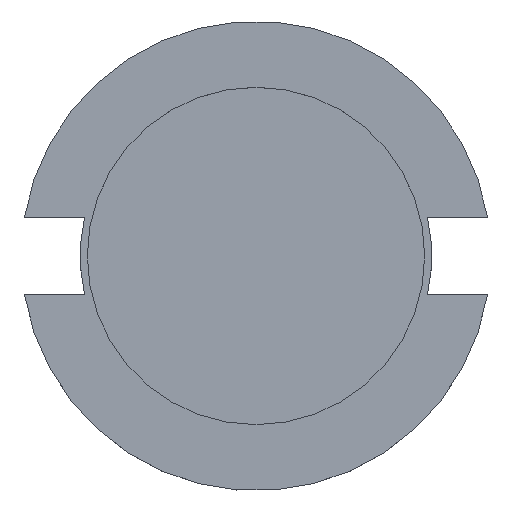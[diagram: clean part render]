
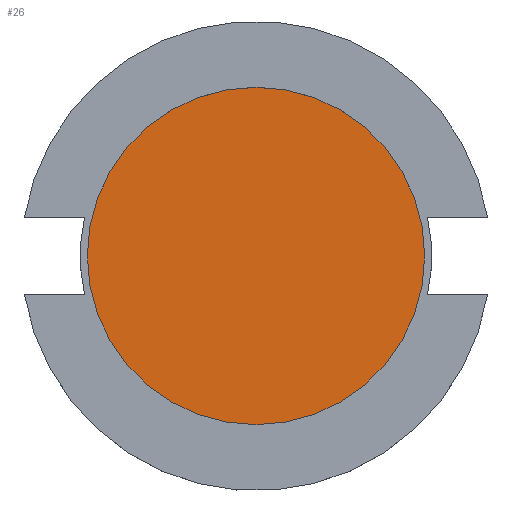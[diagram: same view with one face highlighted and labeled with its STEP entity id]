
A CAD part, top view. The second image highlights one B-rep face of the part: STEP entity #26.
In plain terms, the highlighted planar face has unit normal (0, 0, 1).
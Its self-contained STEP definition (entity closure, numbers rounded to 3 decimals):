
#26=ADVANCED_FACE('',(#41),#251,.T.);
#41=FACE_OUTER_BOUND('',#57,.T.);
#57=EDGE_LOOP('',(#119,#120));
#119=ORIENTED_EDGE('',*,*,#159,.T.);
#120=ORIENTED_EDGE('',*,*,#168,.T.);
#159=EDGE_CURVE('',#231,#242,#198,.T.);
#168=EDGE_CURVE('',#242,#231,#204,.T.);
#198=TRIMMED_CURVE($,#212,(#583),(#584),.T.,.CARTESIAN.);
#204=TRIMMED_CURVE($,#218,(#643),(#644),.T.,.CARTESIAN.);
#212=CIRCLE('',#366,12.);
#218=CIRCLE('',#372,12.);
#231=VERTEX_POINT('',#475);
#242=VERTEX_POINT('',#486);
#251=PLANE('',#357);
#357=AXIS2_PLACEMENT_3D('',#431,#387,$);
#366=AXIS2_PLACEMENT_3D($,#582,#403,#404);
#372=AXIS2_PLACEMENT_3D($,#642,#415,#416);
#387=DIRECTION('',(0.,0.,1.));
#403=DIRECTION('',(0.,0.,1.));
#404=DIRECTION('',(1.,0.,0.));
#415=DIRECTION('',(0.,0.,1.));
#416=DIRECTION('',(-1.,0.,0.));
#431=CARTESIAN_POINT('',(-12.,-12.,2.6));
#475=CARTESIAN_POINT('',(12.,0.,2.6));
#486=CARTESIAN_POINT('',(-12.,0.,2.6));
#582=CARTESIAN_POINT('',(0.,0.,2.6));
#583=CARTESIAN_POINT('',(12.,0.,2.6));
#584=CARTESIAN_POINT('',(-12.,0.,2.6));
#642=CARTESIAN_POINT('',(0.,0.,2.6));
#643=CARTESIAN_POINT('',(-12.,0.,2.6));
#644=CARTESIAN_POINT('',(12.,0.,2.6));
